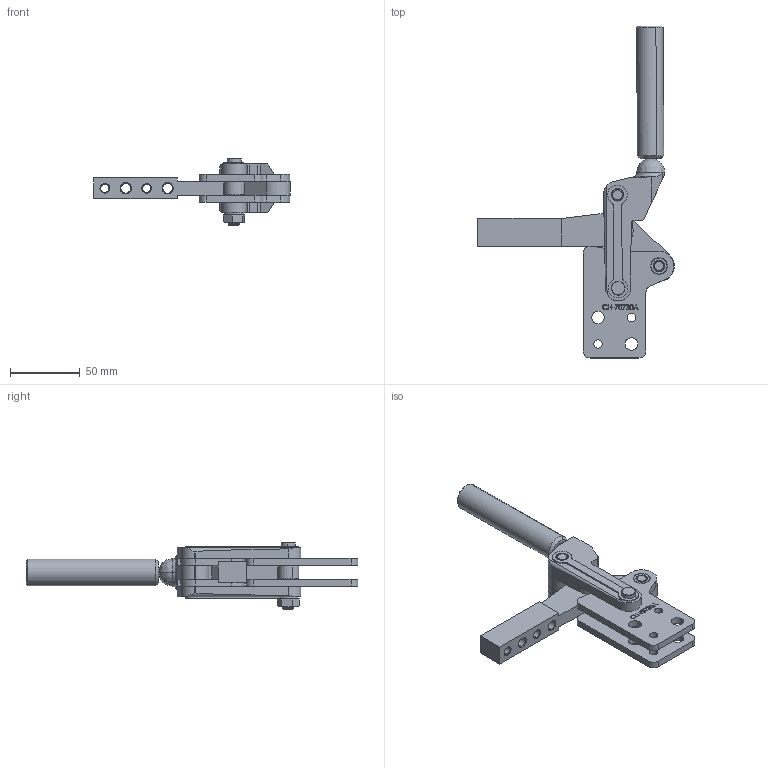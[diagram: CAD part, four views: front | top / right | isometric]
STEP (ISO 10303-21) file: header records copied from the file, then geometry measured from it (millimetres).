
FILE_DESCRIPTION (( 'STEP AP203' ), '1' );
FILE_NAME ('ＣＨ-７０７３０Ａ.STEP', '2012-10-06T06:16:51', ( '微软用户' ), ( '微软中国' ), 'SwSTEP 2.0', 'SolidWorks 2010', '' );
FILE_SCHEMA (( 'CONFIG_CONTROL_DESIGN' ));
Products named in the file (13): 长轴_默认; 手柄_默认; 连杆_默认; 底反_默认; ｣ﾃ｣ﾈ-｣ｷ｣ｰ｣ｷ｣ｳ｣ｰ｣ﾁ; ti_默认; 压把_默认; 螺杆_默认; 底正_默认; 短轴_默认; 镶套_默认; 隔套_默认; 螺母_默认
Assembly tree (21 placements, depth 2):
  ｣ﾃ｣ﾈ-｣ｷ｣ｰ｣ｷ｣ｳ｣ｰ｣ﾁ
    镶套_默认  x8
    短轴_默认  x2
    ti_默认
    螺杆_默认
    手柄_默认
    长轴_默认
    压把_默认
    底反_默认
    连杆_默认  x2
    隔套_默认
    螺母_默认
    底正_默认
Bounding box: 140.99 x 238.11 x 48 mm (x, y, z)
Volume: 158385.3 mm3; surface area: 64974.7 mm2
Topology: 21 solids, 21 shells, 1120 faces, 3014 edges, 1960 vertices
Faces by surface type: plane 458, cylinder 334, cone 234, bspline 94
Entity records: 41405 total; most frequent: CARTESIAN_POINT 18143, ORIENTED_EDGE 4790, DIRECTION 4179, EDGE_CURVE 2395, VERTEX_POINT 1573, AXIS2_PLACEMENT_3D 1464, VECTOR 1251, LINE 1251
